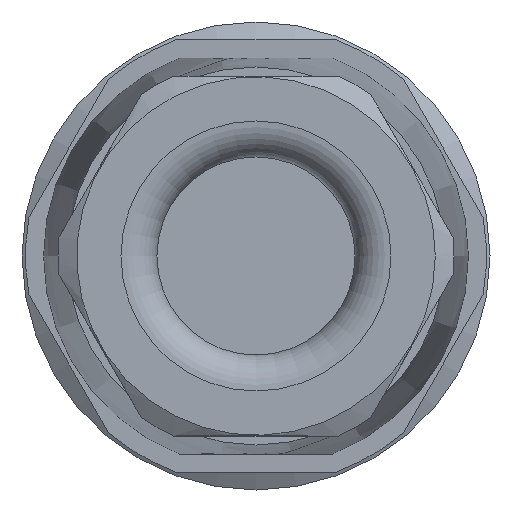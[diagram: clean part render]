
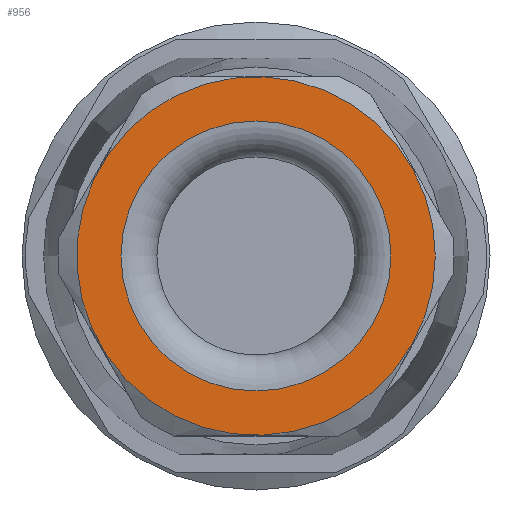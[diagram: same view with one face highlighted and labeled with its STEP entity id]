
A CAD part, front view. The second image highlights one B-rep face of the part: STEP entity #956.
In plain terms, the highlighted planar face has unit normal (0, -1, 0).
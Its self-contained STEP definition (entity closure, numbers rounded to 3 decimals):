
#94=FACE_BOUND($,#244,.T.);
#144=FACE_OUTER_BOUND($,#243,.T.);
#243=EDGE_LOOP($,(#801));
#244=EDGE_LOOP($,(#802));
#429=CIRCLE($,#1085,4.98);
#430=CIRCLE($,#1087,3.75);
#519=VERTEX_POINT($,#1947);
#520=VERTEX_POINT($,#1950);
#628=EDGE_CURVE($,#519,#519,#429,.T.);
#629=EDGE_CURVE($,#520,#520,#430,.T.);
#801=ORIENTED_EDGE($,*,*,#628,.T.);
#802=ORIENTED_EDGE($,*,*,#629,.F.);
#904=PLANE($,#1086);
#956=ADVANCED_FACE($,(#144,#94),#904,.F.);
#1085=AXIS2_PLACEMENT_3D($,#1948,#1357,#1358);
#1086=AXIS2_PLACEMENT_3D($,#1949,#1359,#1360);
#1087=AXIS2_PLACEMENT_3D($,#1951,#1361,#1362);
#1357=DIRECTION('center_axis',(0.,-1.,0.));
#1358=DIRECTION('ref_axis',(1.,0.,0.));
#1359=DIRECTION('center_axis',(0.,1.,0.));
#1360=DIRECTION('ref_axis',(0.,0.,1.));
#1361=DIRECTION('center_axis',(0.,-1.,0.));
#1362=DIRECTION('ref_axis',(1.,0.,0.));
#1947=CARTESIAN_POINT('',(28.298,-27.863,0.));
#1948=CARTESIAN_POINT('Origin',(23.318,-27.863,0.));
#1949=CARTESIAN_POINT('Origin',(27.683,-27.863,0.));
#1950=CARTESIAN_POINT('',(27.068,-27.863,0.));
#1951=CARTESIAN_POINT('Origin',(23.318,-27.863,0.));
